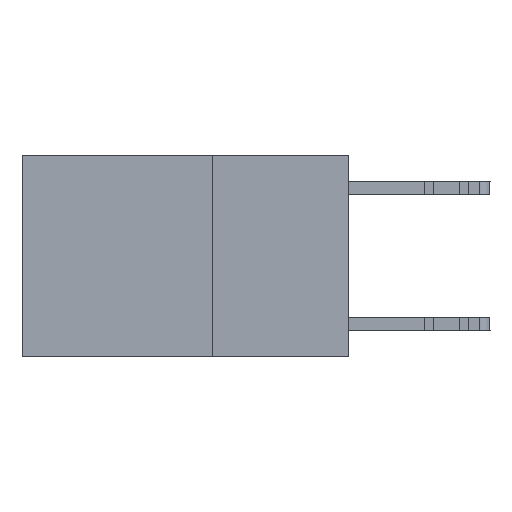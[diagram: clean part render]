
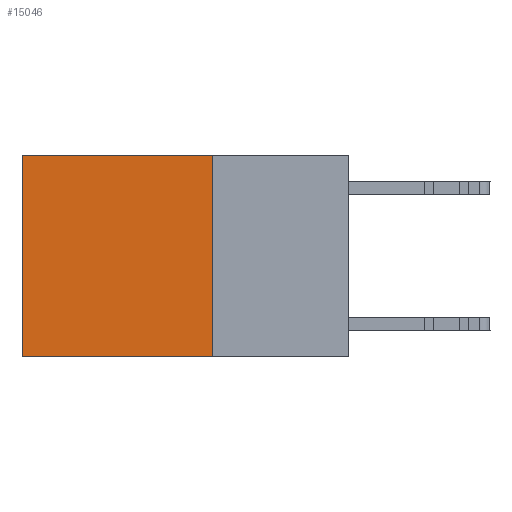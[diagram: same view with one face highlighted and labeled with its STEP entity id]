
A CAD part, left-side view. The second image highlights one B-rep face of the part: STEP entity #15046.
In plain terms, the highlighted planar face has unit normal (-1, 0, 0).
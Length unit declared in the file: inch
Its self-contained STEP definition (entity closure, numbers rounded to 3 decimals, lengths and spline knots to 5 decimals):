
#1047 = LINE ( 'NONE', #23793, #7017 ) ;
#1280 = CARTESIAN_POINT ( 'NONE',  ( 0.2625, 0.6, 0. ) ) ;
#1526 = DIRECTION ( 'NONE',  ( 1., 0., 0. ) ) ;
#3331 = DIRECTION ( 'NONE',  ( 0., 1., 0. ) ) ;
#5363 = DIRECTION ( 'NONE',  ( 0., 0., -1. ) ) ;
#5555 = CARTESIAN_POINT ( 'NONE',  ( 0.2625, 0.25, 0. ) ) ;
#5837 = DIRECTION ( 'NONE',  ( 0., 0., -1. ) ) ;
#5980 = FACE_OUTER_BOUND ( 'NONE', #11330, .T. ) ;
#6172 = CARTESIAN_POINT ( 'NONE',  ( 0.2625, 0.25, -0.37 ) ) ;
#7017 = VECTOR ( 'NONE', #8158, 39.37008 ) ;
#8158 = DIRECTION ( 'NONE',  ( 0., 0., -1. ) ) ;
#8343 = PLANE ( 'NONE',  #20210 ) ;
#9523 = LINE ( 'NONE', #18600, #19827 ) ;
#9627 = ORIENTED_EDGE ( 'NONE', *, *, #23068, .F. ) ;
#10633 = CARTESIAN_POINT ( 'NONE',  ( 0.2625, 0.6, -0.37 ) ) ;
#11330 = EDGE_LOOP ( 'NONE', ( #21504, #9627, #27571, #16467 ) ) ;
#12314 = DIRECTION ( 'NONE',  ( 0., 1., 0. ) ) ;
#15046 = ADVANCED_FACE ( 'NONE', ( #5980 ), #8343, .F. ) ;
#15746 = VERTEX_POINT ( 'NONE', #24664 ) ;
#16467 = ORIENTED_EDGE ( 'NONE', *, *, #26708, .T. ) ;
#16667 = VERTEX_POINT ( 'NONE', #18181 ) ;
#16867 = LINE ( 'NONE', #5555, #25253 ) ;
#17829 = VERTEX_POINT ( 'NONE', #10633 ) ;
#17853 = VERTEX_POINT ( 'NONE', #1280 ) ;
#18181 = CARTESIAN_POINT ( 'NONE',  ( 0.2625, 0.25, 0. ) ) ;
#18600 = CARTESIAN_POINT ( 'NONE',  ( 0.2625, 0.6, 0. ) ) ;
#19285 = LINE ( 'NONE', #6172, #24687 ) ;
#19827 = VECTOR ( 'NONE', #5363, 39.37008 ) ;
#20210 = AXIS2_PLACEMENT_3D ( 'NONE', #21880, #1526, #5837 ) ;
#20512 = EDGE_CURVE ( 'NONE', #17853, #17829, #9523, .T. ) ;
#20548 = EDGE_CURVE ( 'NONE', #16667, #15746, #1047, .T. ) ;
#21504 = ORIENTED_EDGE ( 'NONE', *, *, #20512, .T. ) ;
#21880 = CARTESIAN_POINT ( 'NONE',  ( 0.2625, 0.25, 0. ) ) ;
#23068 = EDGE_CURVE ( 'NONE', #15746, #17829, #19285, .T. ) ;
#23793 = CARTESIAN_POINT ( 'NONE',  ( 0.2625, 0.25, 0. ) ) ;
#24664 = CARTESIAN_POINT ( 'NONE',  ( 0.2625, 0.25, -0.37 ) ) ;
#24687 = VECTOR ( 'NONE', #12314, 39.37008 ) ;
#25253 = VECTOR ( 'NONE', #3331, 39.37008 ) ;
#26708 = EDGE_CURVE ( 'NONE', #16667, #17853, #16867, .T. ) ;
#27571 = ORIENTED_EDGE ( 'NONE', *, *, #20548, .F. ) ;
